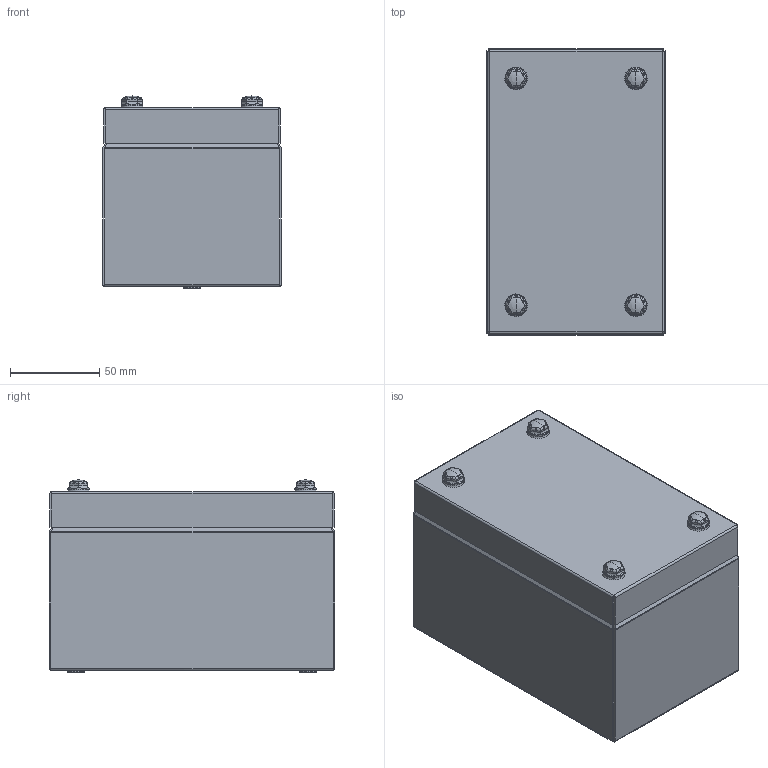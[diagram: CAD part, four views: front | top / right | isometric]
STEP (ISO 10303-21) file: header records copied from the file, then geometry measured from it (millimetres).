
FILE_DESCRIPTION (( 'STEP AP214' ), '1' );
FILE_NAME ('IP-304-T161010_step.stp', '2024-09-13T06:27:51', ( '' ), ( '' ), 'SwSTEP 2.0', 'SolidWorks 2023', '' );
FILE_SCHEMA (( 'AUTOMOTIVE_DESIGN' ));
Length unit declared in the file: millimetre
Products named in the file (1): IP-304-T161010_step
Bounding box: 100 x 160 x 107.6 mm (x, y, z)
Volume: 142104.1 mm3; surface area: 225511.3 mm2
Topology: 36 solids, 36 shells, 1121 faces, 2508 edges, 1486 vertices
Faces by surface type: plane 419, cylinder 296, torus 228, cone 130, bspline 40, sphere 8
Entity records: 39255 total; most frequent: CARTESIAN_POINT 14410, DIRECTION 5161, ORIENTED_EDGE 4992, EDGE_CURVE 2496, AXIS2_PLACEMENT_3D 2059, VERTEX_POINT 1482, EDGE_LOOP 1220, FACE_OUTER_BOUND 1121
